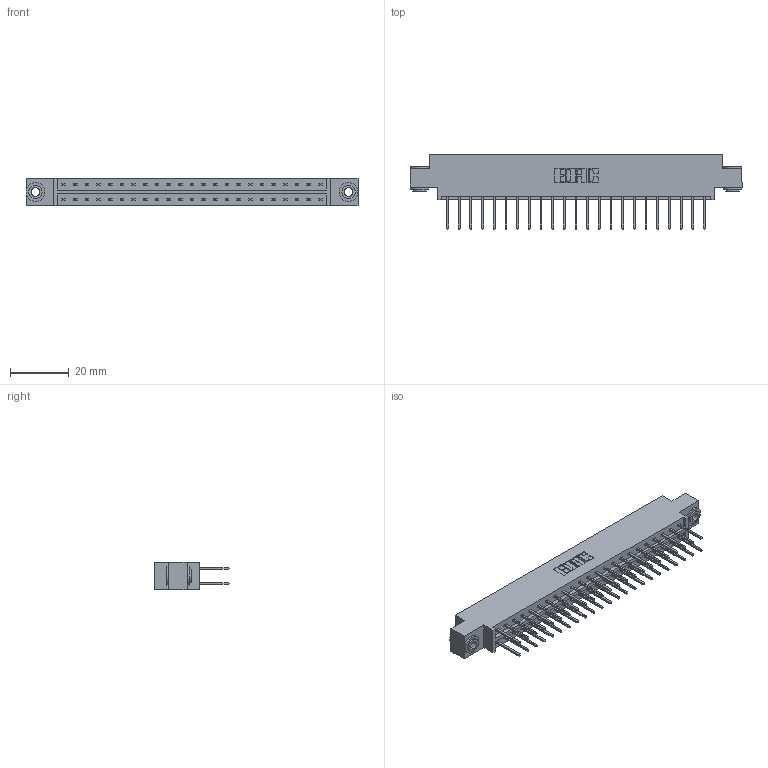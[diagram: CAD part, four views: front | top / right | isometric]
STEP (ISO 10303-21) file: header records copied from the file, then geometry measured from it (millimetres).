
FILE_DESCRIPTION (( 'STEP AP203' ), '1' );
FILE_NAME ('333-046-523-803.STEP', '2018-08-03T22:11:48', ( '' ), ( '' ), 'SwSTEP 2.0', 'SolidWorks 2016', '' );
FILE_SCHEMA (( 'CONFIG_CONTROL_DESIGN' ));
Length unit declared in the file: inch
Products named in the file (4): 333 Part_Offset - .156 Dia - TH; 345-292-001_345-293-123; 345-250-002_345-250-002-102; 333-046-523-803
Assembly tree (49 placements, depth 2):
  333-046-523-803
    333 Part_Offset - .156 Dia - TH
    345-292-001_345-293-123  x46
    345-250-002_345-250-002-102  x2
Bounding box: 112.67 x 25.15 x 9.4 mm (x, y, z)
Volume: 11211.6 mm3; surface area: 13938.7 mm2
Topology: 49 solids, 49 shells, 2548 faces, 7529 edges, 4954 vertices
Faces by surface type: plane 1740, cylinder 800, cone 8
Entity records: 18054 total; most frequent: CARTESIAN_POINT 2993, ORIENTED_EDGE 2922, DIRECTION 2623, EDGE_CURVE 1461, LINE 1309, VECTOR 1309, VERTEX_POINT 970, AXIS2_PLACEMENT_3D 657
